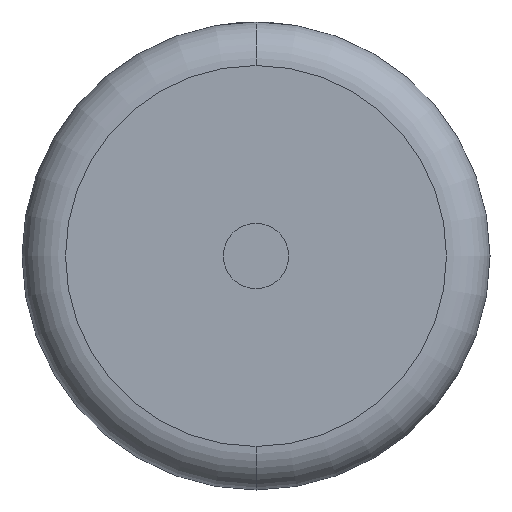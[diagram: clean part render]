
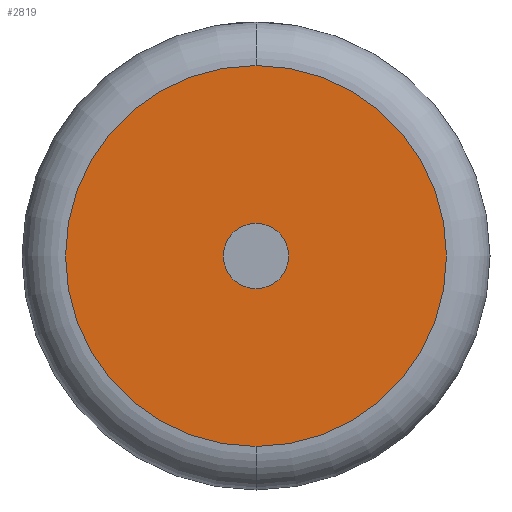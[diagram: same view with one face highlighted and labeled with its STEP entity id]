
A CAD part, front view. The second image highlights one B-rep face of the part: STEP entity #2819.
In plain terms, the highlighted planar face has unit normal (0, -1, 0).
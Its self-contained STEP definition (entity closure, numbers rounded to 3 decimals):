
#76 = AXIS2_PLACEMENT_3D ( 'NONE', #4961, #1438, #2542 ) ;
#175 = DIRECTION ( 'NONE',  ( 0., -1., 0. ) ) ;
#224 = VERTEX_POINT ( 'NONE', #4137 ) ;
#337 = AXIS2_PLACEMENT_3D ( 'NONE', #4838, #578, #1408 ) ;
#519 = EDGE_LOOP ( 'NONE', ( #3077, #3403 ) ) ;
#521 = EDGE_CURVE ( 'NONE', #4420, #1916, #2774, .T. ) ;
#578 = DIRECTION ( 'NONE',  ( 0., -1., 0. ) ) ;
#869 = DIRECTION ( 'NONE',  ( 0., 0., 1. ) ) ;
#981 = CARTESIAN_POINT ( 'NONE',  ( 0., 0., -35.002 ) ) ;
#1040 = PLANE ( 'NONE',  #3415 ) ;
#1335 = ORIENTED_EDGE ( 'NONE', *, *, #4056, .F. ) ;
#1401 = CIRCLE ( 'NONE', #2514, 6. ) ;
#1408 = DIRECTION ( 'NONE',  ( 0., 0., 1. ) ) ;
#1438 = DIRECTION ( 'NONE',  ( 0., -1., 0. ) ) ;
#1648 = DIRECTION ( 'NONE',  ( 0., 0., 1. ) ) ;
#1702 = EDGE_CURVE ( 'NONE', #1916, #4420, #4230, .T. ) ;
#1916 = VERTEX_POINT ( 'NONE', #2850 ) ;
#2129 = AXIS2_PLACEMENT_3D ( 'NONE', #4768, #175, #869 ) ;
#2514 = AXIS2_PLACEMENT_3D ( 'NONE', #2704, #4274, #1648 ) ;
#2542 = DIRECTION ( 'NONE',  ( 0., 0., 1. ) ) ;
#2575 = CARTESIAN_POINT ( 'NONE',  ( 0., 0., 0. ) ) ;
#2704 = CARTESIAN_POINT ( 'NONE',  ( 0., 0., 0. ) ) ;
#2767 = FACE_BOUND ( 'NONE', #3990, .T. ) ;
#2774 = CIRCLE ( 'NONE', #337, 35.002 ) ;
#2819 = ADVANCED_FACE ( 'NONE', ( #3177, #2767 ), #1040, .F. ) ;
#2850 = CARTESIAN_POINT ( 'NONE',  ( 0., 0., 35.002 ) ) ;
#3077 = ORIENTED_EDGE ( 'NONE', *, *, #1702, .T. ) ;
#3177 = FACE_OUTER_BOUND ( 'NONE', #519, .T. ) ;
#3277 = CIRCLE ( 'NONE', #2129, 6. ) ;
#3286 = DIRECTION ( 'NONE',  ( 0., 1., 0. ) ) ;
#3399 = VERTEX_POINT ( 'NONE', #3835 ) ;
#3403 = ORIENTED_EDGE ( 'NONE', *, *, #521, .T. ) ;
#3415 = AXIS2_PLACEMENT_3D ( 'NONE', #2575, #3286, #3691 ) ;
#3555 = EDGE_CURVE ( 'NONE', #3399, #224, #3277, .T. ) ;
#3691 = DIRECTION ( 'NONE',  ( 0., 0., 1. ) ) ;
#3835 = CARTESIAN_POINT ( 'NONE',  ( 0., 0., -6. ) ) ;
#3990 = EDGE_LOOP ( 'NONE', ( #1335, #4758 ) ) ;
#4056 = EDGE_CURVE ( 'NONE', #224, #3399, #1401, .T. ) ;
#4137 = CARTESIAN_POINT ( 'NONE',  ( 0., 0., 6. ) ) ;
#4230 = CIRCLE ( 'NONE', #76, 35.002 ) ;
#4274 = DIRECTION ( 'NONE',  ( 0., -1., 0. ) ) ;
#4420 = VERTEX_POINT ( 'NONE', #981 ) ;
#4758 = ORIENTED_EDGE ( 'NONE', *, *, #3555, .F. ) ;
#4768 = CARTESIAN_POINT ( 'NONE',  ( 0., 0., 0. ) ) ;
#4838 = CARTESIAN_POINT ( 'NONE',  ( 0., 0., 0. ) ) ;
#4961 = CARTESIAN_POINT ( 'NONE',  ( 0., 0., 0. ) ) ;
